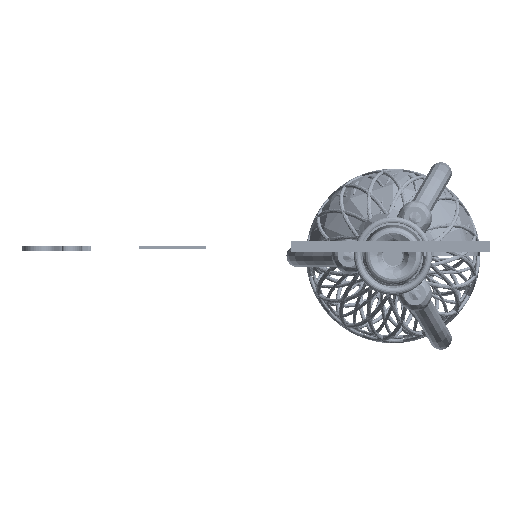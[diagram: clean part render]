
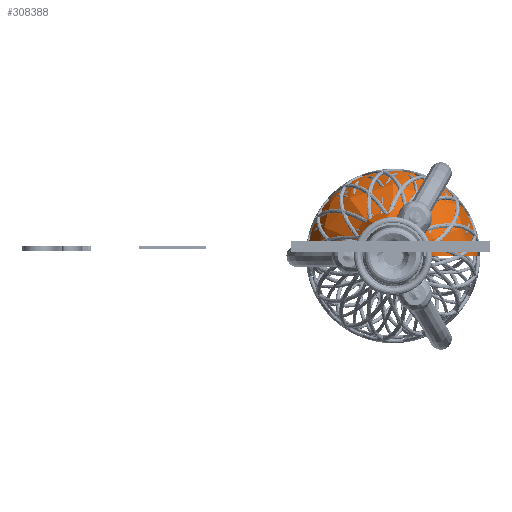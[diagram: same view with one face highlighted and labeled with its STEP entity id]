
A CAD part, left-side view. The second image highlights one B-rep face of the part: STEP entity #308388.
In plain terms, the highlighted free-form (B-spline) face has degree [3, 3] with [4, 4] control points.
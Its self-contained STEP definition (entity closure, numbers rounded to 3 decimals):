
#308345 = VERTEX_POINT('',#308346);
#308346 = CARTESIAN_POINT('',(-0.251,-1.999,
    0.));
#308353 = EDGE_CURVE('',#308354,#308345,#308356,.T.);
#308354 = VERTEX_POINT('',#308355);
#308355 = CARTESIAN_POINT('',(-0.251,1.999,0.));
#308356 = ( BOUNDED_CURVE() B_SPLINE_CURVE(2,(#308357,#308358,#308359,
#308360,#308361),.UNSPECIFIED.,.F.,.F.) B_SPLINE_CURVE_WITH_KNOTS((3,2,3
    ),(1.571,3.142,4.712),
.PIECEWISE_BEZIER_KNOTS.) CURVE() GEOMETRIC_REPRESENTATION_ITEM() 
RATIONAL_B_SPLINE_CURVE((1.,0.707,1.,0.707,1.)) 
REPRESENTATION_ITEM('') );
#308357 = CARTESIAN_POINT('',(-0.251,1.999,
    0.));
#308358 = CARTESIAN_POINT('',(-0.251,1.999,
    1.999));
#308359 = CARTESIAN_POINT('',(-0.251,0.,
    1.999));
#308360 = CARTESIAN_POINT('',(-0.251,-1.999,
    1.999));
#308361 = CARTESIAN_POINT('',(-0.251,-1.999,
    0.));
#308388 = ADVANCED_FACE('',(#308389),#308418,.T.);
#308389 = FACE_BOUND('',#308390,.T.);
#308390 = EDGE_LOOP('',(#308391,#308400,#308410,#308417));
#308391 = ORIENTED_EDGE('',*,*,#308392,.F.);
#308392 = EDGE_CURVE('',#308393,#308345,#308395,.T.);
#308393 = VERTEX_POINT('',#308394);
#308394 = CARTESIAN_POINT('',(6.228,-5.025,
    0.));
#308395 = B_SPLINE_CURVE_WITH_KNOTS('',3,(#308396,#308397,#308398,
    #308399),.UNSPECIFIED.,.F.,.F.,(4,4),(0.,1.),
  .PIECEWISE_BEZIER_KNOTS.);
#308396 = CARTESIAN_POINT('',(6.228,-5.025,
    0.));
#308397 = CARTESIAN_POINT('',(3.13,-5.025,
    0.));
#308398 = CARTESIAN_POINT('',(2.431,-1.999,
    0.));
#308399 = CARTESIAN_POINT('',(-0.251,-1.999,
    0.));
#308400 = ORIENTED_EDGE('',*,*,#308401,.F.);
#308401 = EDGE_CURVE('',#308402,#308393,#308404,.T.);
#308402 = VERTEX_POINT('',#308403);
#308403 = CARTESIAN_POINT('',(6.228,5.025,0.));
#308404 = ( BOUNDED_CURVE() B_SPLINE_CURVE(2,(#308405,#308406,#308407,
#308408,#308409),.UNSPECIFIED.,.F.,.F.) B_SPLINE_CURVE_WITH_KNOTS((3,2,3
    ),(1.571,3.142,4.712),
.PIECEWISE_BEZIER_KNOTS.) CURVE() GEOMETRIC_REPRESENTATION_ITEM() 
RATIONAL_B_SPLINE_CURVE((1.,0.707,1.,0.707,1.)) 
REPRESENTATION_ITEM('') );
#308405 = CARTESIAN_POINT('',(6.228,5.025,
    0.));
#308406 = CARTESIAN_POINT('',(6.228,5.025,
    5.025));
#308407 = CARTESIAN_POINT('',(6.228,0.,
    5.025));
#308408 = CARTESIAN_POINT('',(6.228,-5.025,
    5.025));
#308409 = CARTESIAN_POINT('',(6.228,-5.025,
    0.));
#308410 = ORIENTED_EDGE('',*,*,#308411,.T.);
#308411 = EDGE_CURVE('',#308402,#308354,#308412,.T.);
#308412 = B_SPLINE_CURVE_WITH_KNOTS('',3,(#308413,#308414,#308415,
    #308416),.UNSPECIFIED.,.F.,.F.,(4,4),(0.,1.),
  .PIECEWISE_BEZIER_KNOTS.);
#308413 = CARTESIAN_POINT('',(6.228,5.025,0.));
#308414 = CARTESIAN_POINT('',(3.13,5.025,0.));
#308415 = CARTESIAN_POINT('',(2.431,1.999,0.));
#308416 = CARTESIAN_POINT('',(-0.251,1.999,0.));
#308417 = ORIENTED_EDGE('',*,*,#308353,.T.);
#308418 = ( BOUNDED_SURFACE() B_SPLINE_SURFACE(3,3,(
    (#308419,#308420,#308421,#308422)
    ,(#308423,#308424,#308425,#308426)
    ,(#308427,#308428,#308429,#308430)
    ,(#308431,#308432,#308433,#308434
)),.UNSPECIFIED.,.F.,.F.,.F.) B_SPLINE_SURFACE_WITH_KNOTS((4,4),(4,4),(
    0.,1.),(0.,1.),.PIECEWISE_BEZIER_KNOTS.) 
GEOMETRIC_REPRESENTATION_ITEM() RATIONAL_B_SPLINE_SURFACE((
    (1.,0.333,0.333,1.)
    ,(1.,0.333,0.333,1.)
    ,(1.,0.333,0.333,1.)
,(1.,0.333,0.333,1.
))) REPRESENTATION_ITEM('') SURFACE() );
#308419 = CARTESIAN_POINT('',(6.228,5.025,0.));
#308420 = CARTESIAN_POINT('',(6.228,5.025,
    10.051));
#308421 = CARTESIAN_POINT('',(6.228,-5.025,
    10.051));
#308422 = CARTESIAN_POINT('',(6.228,-5.025,
    0.));
#308423 = CARTESIAN_POINT('',(3.13,5.025,0.));
#308424 = CARTESIAN_POINT('',(3.13,5.025,
    10.051));
#308425 = CARTESIAN_POINT('',(3.13,-5.025,
    10.051));
#308426 = CARTESIAN_POINT('',(3.13,-5.025,
    0.));
#308427 = CARTESIAN_POINT('',(2.431,1.999,0.));
#308428 = CARTESIAN_POINT('',(2.431,1.999,
    3.997));
#308429 = CARTESIAN_POINT('',(2.431,-1.999,
    3.997));
#308430 = CARTESIAN_POINT('',(2.431,-1.999,
    0.));
#308431 = CARTESIAN_POINT('',(-0.251,1.999,0.));
#308432 = CARTESIAN_POINT('',(-0.251,1.999,
    3.997));
#308433 = CARTESIAN_POINT('',(-0.251,-1.999,
    3.997));
#308434 = CARTESIAN_POINT('',(-0.251,-1.999,
    0.));
